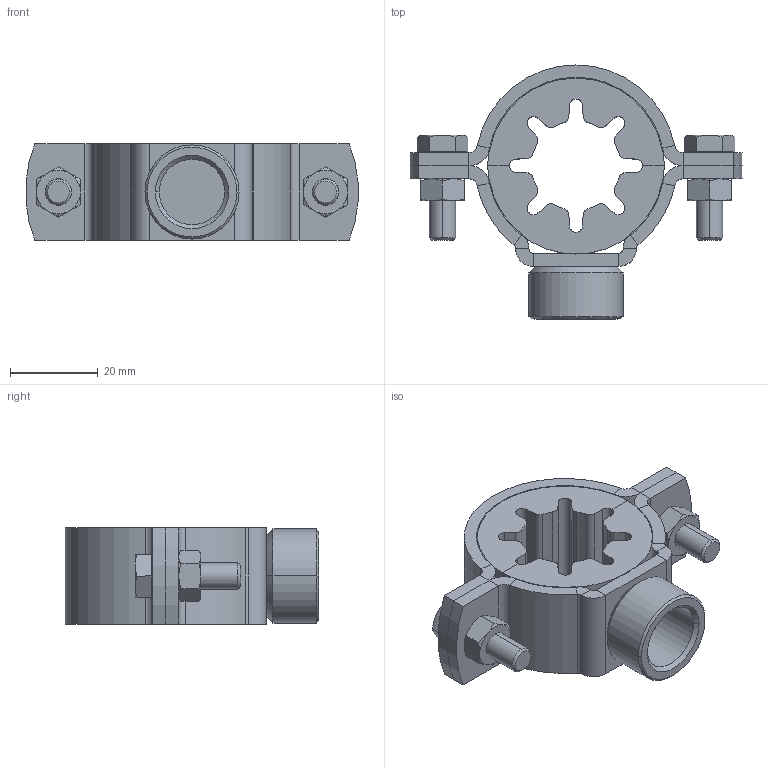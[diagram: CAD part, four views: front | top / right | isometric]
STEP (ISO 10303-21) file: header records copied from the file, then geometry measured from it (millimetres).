
FILE_DESCRIPTION (( 'STEP AP214' ), '1' );
FILE_NAME ('51.821K.STEP', '2024-03-25T13:36:53', ( '' ), ( '' ), 'SwSTEP 2.0', 'SolidWorks 2023', '' );
FILE_SCHEMA (( 'AUTOMOTIVE_DESIGN' ));
Length unit declared in the file: millimetre
Products named in the file (1): 51.821K
Bounding box: 75.83 x 58 x 22 mm (x, y, z)
Surface area: 17174.1 mm2 (no closed solid volume)
Topology: 0 solids, 13 shells, 206 faces, 524 edges, 322 vertices
Faces by surface type: plane 89, cylinder 79, cone 38
Entity records: 6312 total; most frequent: CARTESIAN_POINT 1361, DIRECTION 1092, ORIENTED_EDGE 952, EDGE_CURVE 524, AXIS2_PLACEMENT_3D 421, VERTEX_POINT 322, VECTOR 250, LINE 250
